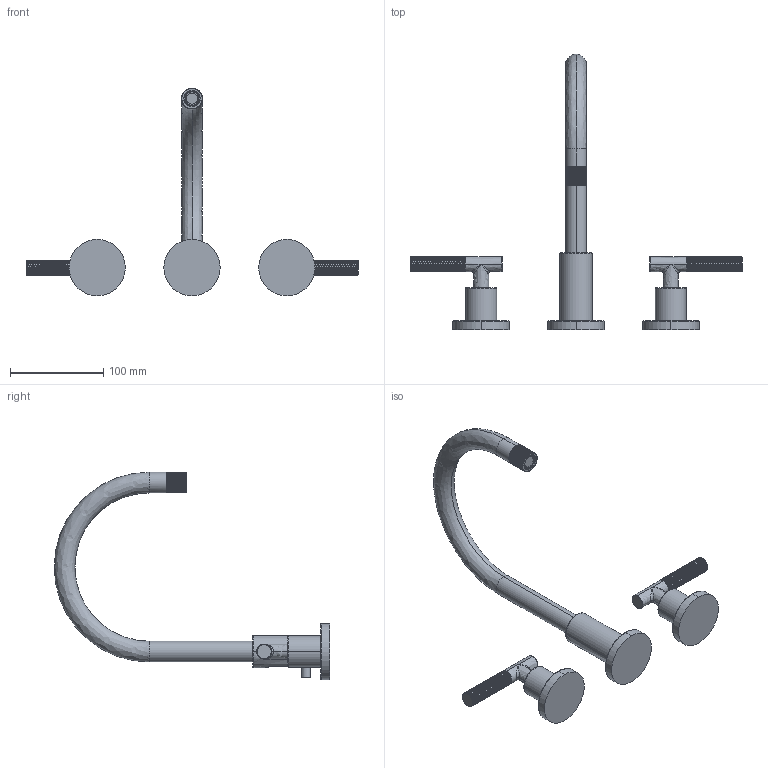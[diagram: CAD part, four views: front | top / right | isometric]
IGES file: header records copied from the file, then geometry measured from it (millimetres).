
Start section:  PTC IGES file: 3290.igs
Global section: file name: 3290.igs; native system: Creo Parametric by PTC Inc.; preprocessor: 2018400; author: jinson.thomas; organization: Unknown; date: 20210920.121108; units: inch
Bounding box: 355.6 x 295.14 x 222.28 mm (x, y, z)
Volume: 423561.1 mm3; surface area: 85836.5 mm2
Topology: 3 solids, 3 shells, 19753 faces, 40496 edges, 20765 vertices
Faces by surface type: bspline 15832, revolution 3921
